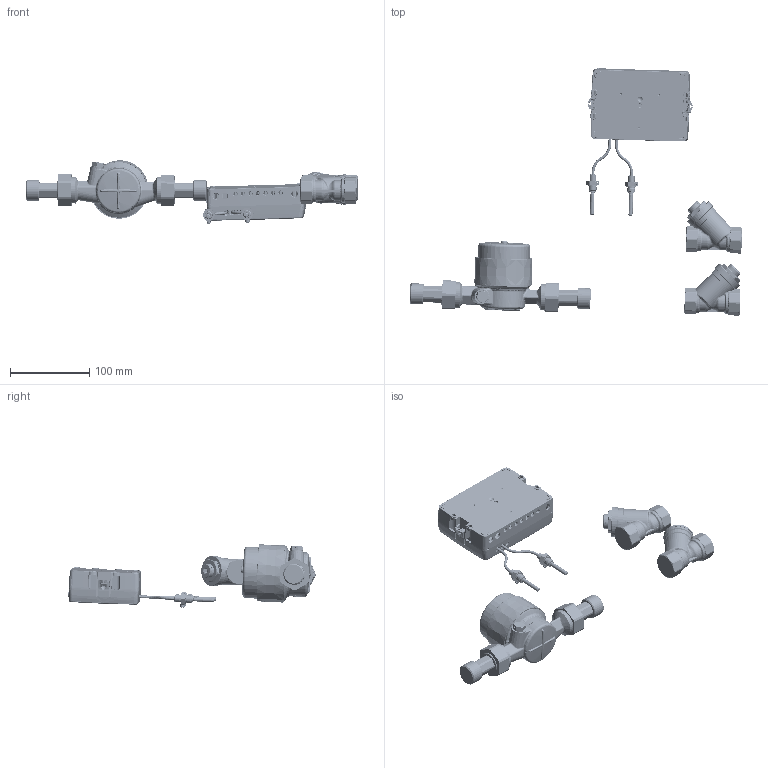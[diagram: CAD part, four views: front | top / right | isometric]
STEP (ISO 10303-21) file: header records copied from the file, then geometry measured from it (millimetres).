
FILE_DESCRIPTION(('CATIA V5 STEP Exchange','CAx-IF Rec.Pracs.--- Model Styling and Organization---1.4--- 2014-01-23','CAx-IF Rec.Pracs.---3D Tessellated Data Validation Properties---0.5---2014-09-14'),'2;1');
FILE_NAME('STEP_750255_-_TST.stp','2020-05-21T06:18:47+00:00',('none'),('none'),'CATIA Version 5-6 Release 2019 SP3','CATIA V5 STEP AP242 v1','none');
FILE_SCHEMA(('AP242_MANAGED_MODEL_BASED_3D_ENGINEERING_MIM_LF {1 0 10303 442 1 1 4}'));
Products named in the file (1): 750255
Bounding box: 417.87 x 311.31 x 79.72 mm (x, y, z)
Volume: 436225.7 mm3; surface area: 257071.1 mm2
Topology: 11 solids, 92 shells, 8313 faces, 21381 edges, 13017 vertices
Faces by surface type: bspline 1971, cylinder 1887, plane 1685, torus 1176, cone 806, extrusion 534, sphere 242, revolution 12
Entity records: 364208 total; most frequent: CARTESIAN_POINT 195954, ORIENTED_EDGE 41521, DIRECTION 21540, EDGE_CURVE 21080, VERTEX_POINT 13016, AXIS2_PLACEMENT_3D 10337, B_SPLINE_CURVE_WITH_KNOTS 9833, EDGE_LOOP 8715
